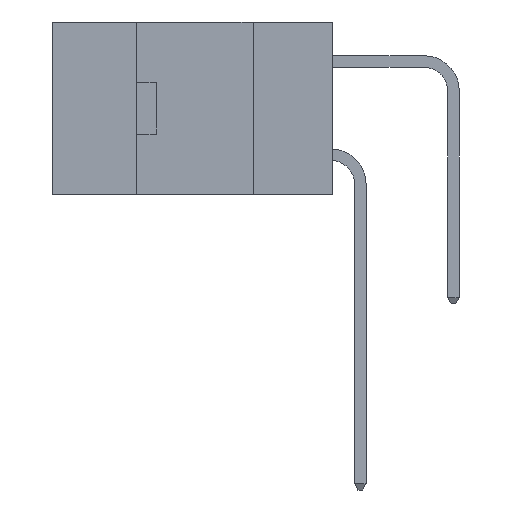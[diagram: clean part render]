
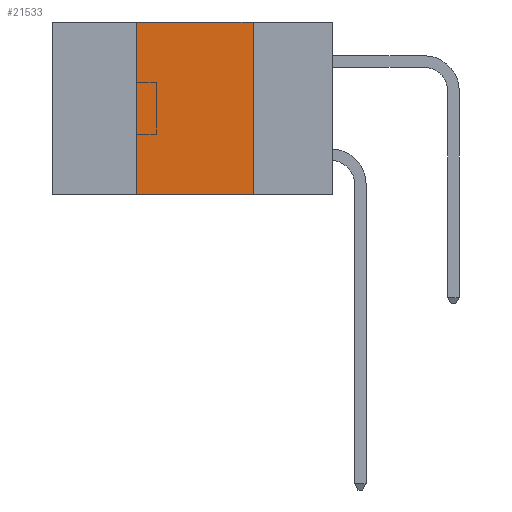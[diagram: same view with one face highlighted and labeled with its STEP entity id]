
A CAD part, left-side view. The second image highlights one B-rep face of the part: STEP entity #21533.
In plain terms, the highlighted planar face has unit normal (-1, 0, 0).
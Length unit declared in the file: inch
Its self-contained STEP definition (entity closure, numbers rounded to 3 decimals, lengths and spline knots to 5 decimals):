
#199 = LINE ( 'NONE', #11960, #22870 ) ;
#779 = DIRECTION ( 'NONE',  ( 0., 0., -1. ) ) ;
#1794 = CARTESIAN_POINT ( 'NONE',  ( 0., 0.42, -0.37 ) ) ;
#1946 = VERTEX_POINT ( 'NONE', #15784 ) ;
#2001 = DIRECTION ( 'NONE',  ( 0., -1., 0. ) ) ;
#2557 = VECTOR ( 'NONE', #25903, 39.37008 ) ;
#2587 = LINE ( 'NONE', #17369, #7814 ) ;
#2741 = CARTESIAN_POINT ( 'NONE',  ( 0., 0.17, -0.37 ) ) ;
#3372 = EDGE_CURVE ( 'NONE', #20067, #26126, #199, .T. ) ;
#5173 = CARTESIAN_POINT ( 'NONE',  ( 0., 0.6, 0. ) ) ;
#5405 = ORIENTED_EDGE ( 'NONE', *, *, #25365, .F. ) ;
#7814 = VECTOR ( 'NONE', #2001, 39.37008 ) ;
#10172 = ORIENTED_EDGE ( 'NONE', *, *, #3372, .F. ) ;
#11798 = PLANE ( 'NONE',  #17090 ) ;
#11960 = CARTESIAN_POINT ( 'NONE',  ( 0., 0.17, -0.37 ) ) ;
#13957 = DIRECTION ( 'NONE',  ( 1., 0., 0. ) ) ;
#14119 = DIRECTION ( 'NONE',  ( 0., 0., -1. ) ) ;
#14248 = LINE ( 'NONE', #19441, #2557 ) ;
#14450 = ORIENTED_EDGE ( 'NONE', *, *, #16924, .T. ) ;
#15784 = CARTESIAN_POINT ( 'NONE',  ( 0., 0.42, 0. ) ) ;
#16194 = EDGE_CURVE ( 'NONE', #18957, #1946, #17388, .T. ) ;
#16924 = EDGE_CURVE ( 'NONE', #18957, #26126, #14248, .T. ) ;
#17090 = AXIS2_PLACEMENT_3D ( 'NONE', #5173, #13957, #779 ) ;
#17369 = CARTESIAN_POINT ( 'NONE',  ( 0., 0.6, 0. ) ) ;
#17388 = LINE ( 'NONE', #1794, #27584 ) ;
#17420 = ORIENTED_EDGE ( 'NONE', *, *, #16194, .F. ) ;
#17916 = CARTESIAN_POINT ( 'NONE',  ( 0., 0.42, -0.37 ) ) ;
#18957 = VERTEX_POINT ( 'NONE', #17916 ) ;
#19378 = DIRECTION ( 'NONE',  ( 0., 0., 1. ) ) ;
#19441 = CARTESIAN_POINT ( 'NONE',  ( 0., 0.6, -0.37 ) ) ;
#20067 = VERTEX_POINT ( 'NONE', #23891 ) ;
#21533 = ADVANCED_FACE ( 'NONE', ( #23766 ), #11798, .F. ) ;
#22870 = VECTOR ( 'NONE', #14119, 39.37008 ) ;
#23766 = FACE_OUTER_BOUND ( 'NONE', #26315, .T. ) ;
#23891 = CARTESIAN_POINT ( 'NONE',  ( 0., 0.17, 0. ) ) ;
#25365 = EDGE_CURVE ( 'NONE', #1946, #20067, #2587, .T. ) ;
#25903 = DIRECTION ( 'NONE',  ( 0., -1., 0. ) ) ;
#26126 = VERTEX_POINT ( 'NONE', #2741 ) ;
#26315 = EDGE_LOOP ( 'NONE', ( #10172, #5405, #17420, #14450 ) ) ;
#27584 = VECTOR ( 'NONE', #19378, 39.37008 ) ;
